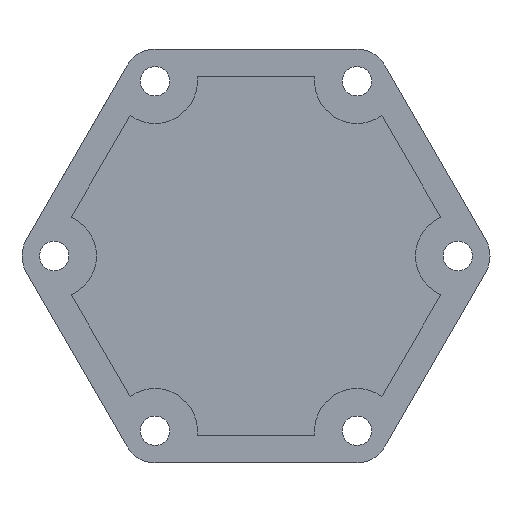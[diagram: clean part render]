
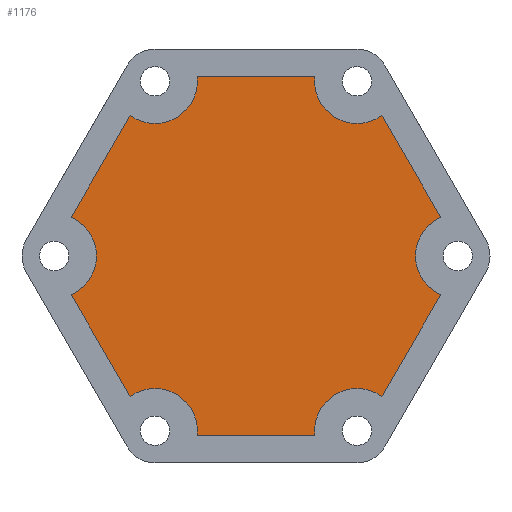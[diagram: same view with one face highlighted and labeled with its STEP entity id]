
A CAD part, left-side view. The second image highlights one B-rep face of the part: STEP entity #1176.
In plain terms, the highlighted planar face has unit normal (-1, 0, 0).
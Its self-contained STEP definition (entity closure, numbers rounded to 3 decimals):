
#123=FACE_OUTER_BOUND('',#193,.T.);
#193=EDGE_LOOP('',(#878,#879,#880,#881,#882,#883,#884,#885,#886,#887,#888,
#889));
#252=LINE('',#1709,#342);
#255=LINE('',#1717,#345);
#258=LINE('',#1725,#348);
#269=LINE('',#1784,#359);
#272=LINE('',#1792,#362);
#275=LINE('',#1800,#365);
#342=VECTOR('',#1399,10.);
#345=VECTOR('',#1408,10.);
#348=VECTOR('',#1417,10.);
#359=VECTOR('',#1448,10.);
#362=VECTOR('',#1457,10.);
#365=VECTOR('',#1466,10.);
#435=CIRCLE('',#1254,4.6);
#436=CIRCLE('',#1257,4.6);
#437=CIRCLE('',#1260,4.6);
#441=CIRCLE('',#1273,4.6);
#442=CIRCLE('',#1276,4.6);
#443=CIRCLE('',#1279,4.6);
#500=VERTEX_POINT('',#1701);
#501=VERTEX_POINT('',#1703);
#502=VERTEX_POINT('',#1707);
#503=VERTEX_POINT('',#1711);
#504=VERTEX_POINT('',#1715);
#505=VERTEX_POINT('',#1719);
#506=VERTEX_POINT('',#1723);
#520=VERTEX_POINT('',#1783);
#521=VERTEX_POINT('',#1787);
#522=VERTEX_POINT('',#1791);
#523=VERTEX_POINT('',#1795);
#524=VERTEX_POINT('',#1799);
#618=EDGE_CURVE('',#501,#500,#435,.T.);
#621=EDGE_CURVE('',#500,#502,#252,.T.);
#623=EDGE_CURVE('',#502,#503,#436,.T.);
#625=EDGE_CURVE('',#503,#504,#255,.T.);
#627=EDGE_CURVE('',#504,#505,#437,.T.);
#629=EDGE_CURVE('',#505,#506,#258,.T.);
#649=EDGE_CURVE('',#520,#501,#269,.T.);
#651=EDGE_CURVE('',#521,#520,#441,.T.);
#653=EDGE_CURVE('',#522,#521,#272,.T.);
#655=EDGE_CURVE('',#523,#522,#442,.T.);
#657=EDGE_CURVE('',#524,#523,#275,.T.);
#659=EDGE_CURVE('',#506,#524,#443,.T.);
#878=ORIENTED_EDGE('',*,*,#651,.T.);
#879=ORIENTED_EDGE('',*,*,#649,.T.);
#880=ORIENTED_EDGE('',*,*,#618,.T.);
#881=ORIENTED_EDGE('',*,*,#621,.T.);
#882=ORIENTED_EDGE('',*,*,#623,.T.);
#883=ORIENTED_EDGE('',*,*,#625,.T.);
#884=ORIENTED_EDGE('',*,*,#627,.T.);
#885=ORIENTED_EDGE('',*,*,#629,.T.);
#886=ORIENTED_EDGE('',*,*,#659,.T.);
#887=ORIENTED_EDGE('',*,*,#657,.T.);
#888=ORIENTED_EDGE('',*,*,#655,.T.);
#889=ORIENTED_EDGE('',*,*,#653,.T.);
#1146=PLANE('',#1280);
#1176=ADVANCED_FACE('',(#123),#1146,.F.);
#1254=AXIS2_PLACEMENT_3D('',#1704,#1393,#1394);
#1257=AXIS2_PLACEMENT_3D('',#1713,#1403,#1404);
#1260=AXIS2_PLACEMENT_3D('',#1721,#1412,#1413);
#1273=AXIS2_PLACEMENT_3D('',#1788,#1452,#1453);
#1276=AXIS2_PLACEMENT_3D('',#1796,#1461,#1462);
#1279=AXIS2_PLACEMENT_3D('',#1803,#1470,#1471);
#1280=AXIS2_PLACEMENT_3D('',#1804,#1472,#1473);
#1393=DIRECTION('center_axis',(1.,0.,0.));
#1394=DIRECTION('ref_axis',(0.,-1.,0.));
#1399=DIRECTION('',(0.,-0.5,-0.866));
#1403=DIRECTION('center_axis',(1.,0.,0.));
#1404=DIRECTION('ref_axis',(0.,-1.,0.));
#1408=DIRECTION('',(0.,-1.,0.));
#1412=DIRECTION('center_axis',(1.,0.,0.));
#1413=DIRECTION('ref_axis',(0.,1.,0.));
#1417=DIRECTION('',(0.,-0.5,0.866));
#1448=DIRECTION('',(0.,0.5,-0.866));
#1452=DIRECTION('center_axis',(1.,0.,0.));
#1453=DIRECTION('ref_axis',(0.,-1.,0.));
#1457=DIRECTION('',(0.,1.,0.));
#1461=DIRECTION('center_axis',(1.,0.,0.));
#1462=DIRECTION('ref_axis',(0.,1.,0.));
#1466=DIRECTION('',(0.,0.5,0.866));
#1470=DIRECTION('center_axis',(1.,0.,0.));
#1471=DIRECTION('ref_axis',(0.,1.,0.));
#1472=DIRECTION('center_axis',(1.,0.,0.));
#1473=DIRECTION('ref_axis',(0.,1.,0.));
#1701=CARTESIAN_POINT('',(45.5,21.417,141.065));
#1703=CARTESIAN_POINT('',(45.5,21.417,149.485));
#1704=CARTESIAN_POINT('Origin',(45.5,23.271,145.275));
#1707=CARTESIAN_POINT('',(45.5,15.02,129.985));
#1709=CARTESIAN_POINT('',(45.5,19.818,138.295));
#1711=CARTESIAN_POINT('',(45.5,7.728,125.775));
#1713=CARTESIAN_POINT('Origin',(45.5,12.301,126.275));
#1715=CARTESIAN_POINT('',(45.5,-5.065,125.775));
#1717=CARTESIAN_POINT('',(45.5,4.53,125.775));
#1719=CARTESIAN_POINT('',(45.5,-12.358,129.985));
#1721=CARTESIAN_POINT('Origin',(45.5,-9.638,126.275));
#1723=CARTESIAN_POINT('',(45.5,-18.755,141.065));
#1725=CARTESIAN_POINT('',(45.5,-13.957,132.755));
#1783=CARTESIAN_POINT('',(45.5,15.02,160.565));
#1784=CARTESIAN_POINT('',(45.5,16.62,157.795));
#1787=CARTESIAN_POINT('',(45.5,7.728,164.775));
#1788=CARTESIAN_POINT('Origin',(45.5,12.301,164.275));
#1791=CARTESIAN_POINT('',(45.5,-5.065,164.775));
#1792=CARTESIAN_POINT('',(45.5,-1.867,164.775));
#1795=CARTESIAN_POINT('',(45.5,-12.358,160.565));
#1796=CARTESIAN_POINT('Origin',(45.5,-9.638,164.275));
#1799=CARTESIAN_POINT('',(45.5,-18.755,149.485));
#1800=CARTESIAN_POINT('',(45.5,-17.155,152.255));
#1803=CARTESIAN_POINT('Origin',(45.5,-20.608,145.275));
#1804=CARTESIAN_POINT('Origin',(45.5,1.331,145.275));
